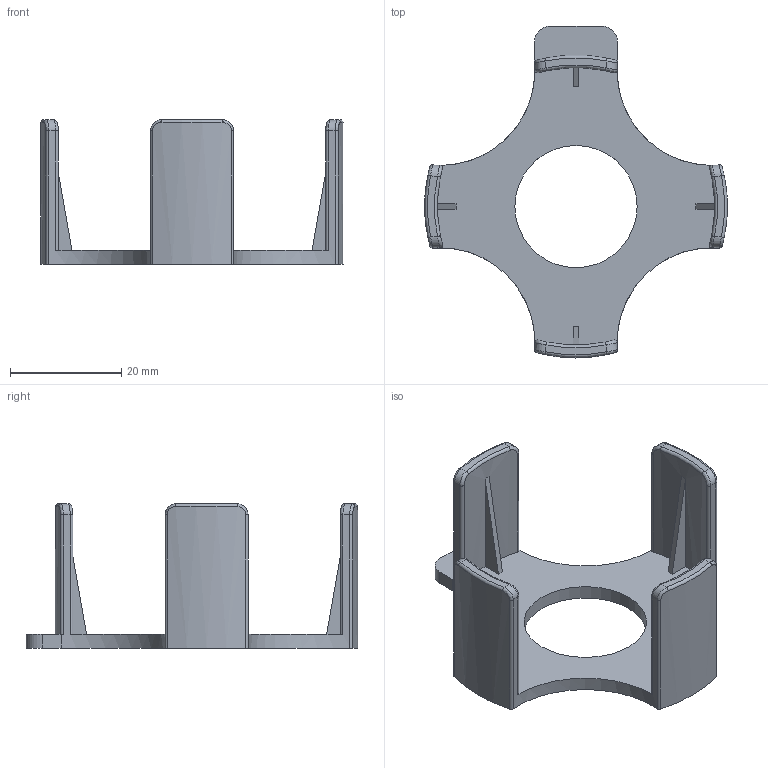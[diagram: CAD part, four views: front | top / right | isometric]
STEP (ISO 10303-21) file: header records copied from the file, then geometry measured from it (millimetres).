
FILE_DESCRIPTION((''),'2;1');
FILE_NAME('2ESS1.stp','2007-11-15T15:50:09',('Philipp'),(''),'Autodesk Inventor 2008','Autodesk Inventor 2008','');
FILE_SCHEMA(('AUTOMOTIVE_DESIGN { 1 0 10303 214 1 1 1 1 }'));
Length unit declared in the file: millimetre
Products named in the file (1): 2ESS1
Bounding box: 54.5 x 59.75 x 26 mm (x, y, z)
Volume: 6579.4 mm3; surface area: 6669.5 mm2
Topology: 1 solids, 1 shells, 85 faces, 217 edges, 134 vertices
Faces by surface type: cylinder 31, plane 22, bspline 16, torus 16
Full cylindrical faces by diameter (mm): 22 x1
Entity records: 4360 total; most frequent: CARTESIAN_POINT 2296, DIRECTION 436, ORIENTED_EDGE 432, EDGE_CURVE 216, AXIS2_PLACEMENT_3D 182, VERTEX_POINT 134, CIRCLE 108, EDGE_LOOP 88
